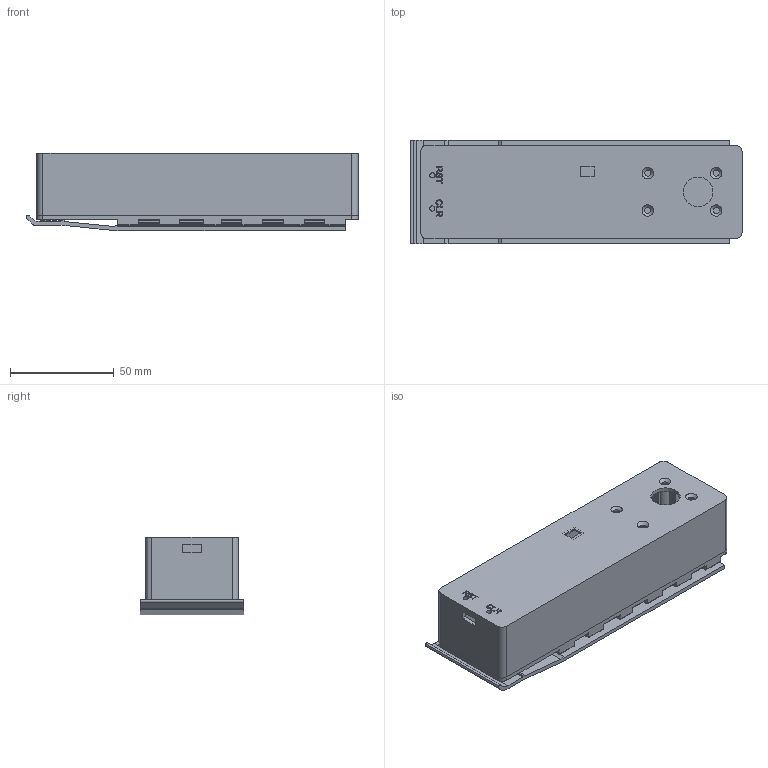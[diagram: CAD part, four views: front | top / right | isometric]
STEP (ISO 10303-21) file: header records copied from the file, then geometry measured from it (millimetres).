
FILE_DESCRIPTION(/* description */ (''),/* implementation_level */ '2;1');
FILE_NAME(/* name */ 'chaos-blinds-motor.step',/* time_stamp */ '2024-05-11T15:05:36+08:00',/* author */ (''),/* organization */ (''),/* preprocessor_version */ 'ST-DEVELOPER v20',/* originating_system */ 'Autodesk Translation Framework v12.20.1.177',/* authorisation */ '');
FILE_SCHEMA (('AUTOMOTIVE_DESIGN { 1 0 10303 214 3 1 1 }'));
Length unit declared in the file: millimetre
Products named in the file (6): 自动升窗器; 外壳; 外壳滑动背板; 滑动固定片; 滑片; 锁紧片
Assembly tree (5 placements, depth 3):
  自动升窗器
    外壳
    外壳滑动背板
    滑动固定片
      滑片
      锁紧片
Bounding box: 160.19 x 50 x 37.6 mm (x, y, z)
Volume: 82720.8 mm3; surface area: 83041.3 mm2
Topology: 4 solids, 4 shells, 599 faces, 1593 edges, 1028 vertices
Faces by surface type: plane 275, cylinder 189, bspline 89, torus 26, cone 12, sphere 8
Full cylindrical faces by diameter (mm): 2 x4, 2.5 x14, 3 x6, 5 x2, 14.3 x1
Entity records: 19780 total; most frequent: CARTESIAN_POINT 4980, ORIENTED_EDGE 3178, DIRECTION 2827, EDGE_CURVE 1589, VERTEX_POINT 1028, LINE 997, VECTOR 997, AXIS2_PLACEMENT_3D 915
